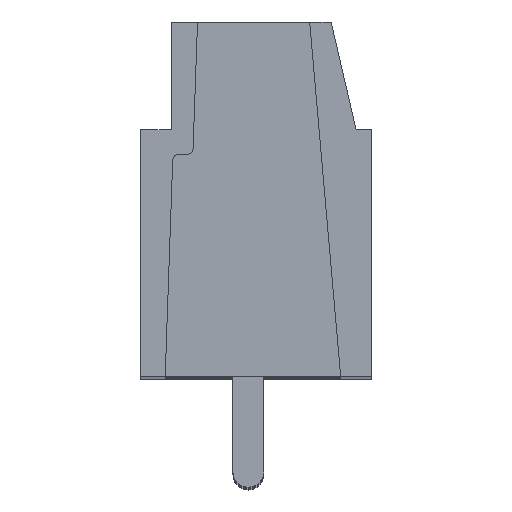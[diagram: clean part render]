
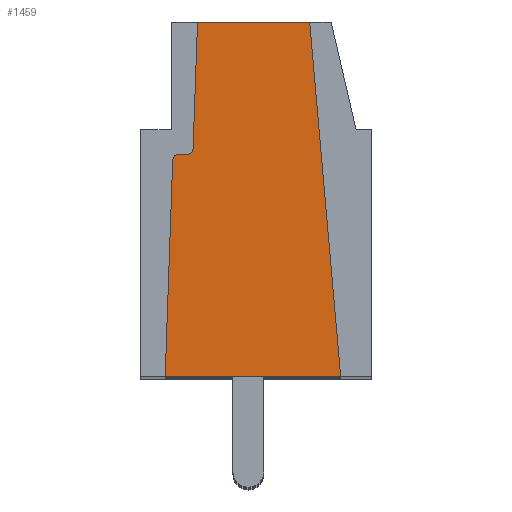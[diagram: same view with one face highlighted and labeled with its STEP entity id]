
A CAD part, top view. The second image highlights one B-rep face of the part: STEP entity #1459.
In plain terms, the highlighted planar face has unit normal (0, 0, 1).
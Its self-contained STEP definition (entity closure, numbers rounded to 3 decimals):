
#1459 = ADVANCED_FACE( '', ( #3307 ), #3308, .F. );
#3307 = FACE_OUTER_BOUND( '', #5551, .T. );
#3308 = PLANE( '', #5552 );
#5551 = EDGE_LOOP( '', ( #9983, #9984, #9985, #9986, #9987, #9988, #9989, #9990 ) );
#5552 = AXIS2_PLACEMENT_3D( '', #9991, #9992, #9993 );
#9983 = ORIENTED_EDGE( '', *, *, #15521, .T. );
#9984 = ORIENTED_EDGE( '', *, *, #15522, .T. );
#9985 = ORIENTED_EDGE( '', *, *, #15523, .T. );
#9986 = ORIENTED_EDGE( '', *, *, #14789, .F. );
#9987 = ORIENTED_EDGE( '', *, *, #15524, .F. );
#9988 = ORIENTED_EDGE( '', *, *, #14783, .T. );
#9989 = ORIENTED_EDGE( '', *, *, #15525, .T. );
#9990 = ORIENTED_EDGE( '', *, *, #14746, .F. );
#9991 = CARTESIAN_POINT( '', ( -0.959, 2.218, -0.75 ) );
#9992 = DIRECTION( '', ( 0., 0., -1. ) );
#9993 = DIRECTION( '', ( 0., -1., 0. ) );
#14746 = EDGE_CURVE( '', #18276, #18278, #18279, .T. );
#14783 = EDGE_CURVE( '', #18338, #18336, #18339, .T. );
#14789 = EDGE_CURVE( '', #18347, #18342, #18349, .T. );
#15521 = EDGE_CURVE( '', #18276, #19457, #19458, .T. );
#15522 = EDGE_CURVE( '', #19457, #19459, #19460, .T. );
#15523 = EDGE_CURVE( '', #19459, #18342, #19461, .T. );
#15524 = EDGE_CURVE( '', #18338, #18347, #19462, .T. );
#15525 = EDGE_CURVE( '', #18336, #18278, #19463, .T. );
#18276 = VERTEX_POINT( '', #23194 );
#18278 = VERTEX_POINT( '', #23197 );
#18279 = LINE( '', #23198, #23199 );
#18336 = VERTEX_POINT( '', #23331 );
#18338 = VERTEX_POINT( '', #23334 );
#18339 = LINE( '', #23335, #23336 );
#18342 = VERTEX_POINT( '', #23340 );
#18347 = VERTEX_POINT( '', #23347 );
#18349 = LINE( '', #23350, #23351 );
#19457 = VERTEX_POINT( '', #25040 );
#19458 = LINE( '', #25041, #25042 );
#19459 = VERTEX_POINT( '', #25043 );
#19460 = LINE( '', #25044, #25045 );
#19461 = LINE( '', #25046, #25047 );
#19462 = CIRCLE( '', #25048, 0.2 );
#19463 = CIRCLE( '', #25049, 0.2 );
#23194 = CARTESIAN_POINT( '', ( -6.7, 0., -0.75 ) );
#23197 = CARTESIAN_POINT( '', ( -6.455, 7.007, -0.75 ) );
#23198 = CARTESIAN_POINT( '', ( -6.7, 0., -0.75 ) );
#23199 = VECTOR( '', #28088, 1000. );
#23331 = CARTESIAN_POINT( '', ( -6.255, 7.2, -0.75 ) );
#23334 = CARTESIAN_POINT( '', ( -5.993, 7.2, -0.75 ) );
#23335 = CARTESIAN_POINT( '', ( 0., 7.2, -0.75 ) );
#23336 = VECTOR( '', #28126, 1000. );
#23340 = CARTESIAN_POINT( '', ( -5.65, 11.5, -0.75 ) );
#23347 = CARTESIAN_POINT( '', ( -5.793, 7.393, -0.75 ) );
#23350 = CARTESIAN_POINT( '', ( -5.974, 2.218, -0.75 ) );
#23351 = VECTOR( '', #28131, 1000. );
#25040 = CARTESIAN_POINT( '', ( -1., 0., -0.75 ) );
#25041 = CARTESIAN_POINT( '', ( -4., 0., -0.75 ) );
#25042 = VECTOR( '', #28941, 1000. );
#25043 = CARTESIAN_POINT( '', ( -2.006, 11.5, -0.75 ) );
#25044 = CARTESIAN_POINT( '', ( -1.194, 2.218, -0.75 ) );
#25045 = VECTOR( '', #28942, 1000. );
#25046 = CARTESIAN_POINT( '', ( -4., 11.5, -0.75 ) );
#25047 = VECTOR( '', #28943, 1000. );
#25048 = AXIS2_PLACEMENT_3D( '', #28944, #28945, #28946 );
#25049 = AXIS2_PLACEMENT_3D( '', #28947, #28948, #28949 );
#28088 = DIRECTION( '', ( 0.035, 0.999, 0. ) );
#28126 = DIRECTION( '', ( -1., 0., 0. ) );
#28131 = DIRECTION( '', ( 0.035, 0.999, 0. ) );
#28941 = DIRECTION( '', ( 1., 0., 0. ) );
#28942 = DIRECTION( '', ( -0.087, 0.996, 0. ) );
#28943 = DIRECTION( '', ( -1., 0., 0. ) );
#28944 = CARTESIAN_POINT( '', ( -5.993, 7.4, -0.75 ) );
#28945 = DIRECTION( '', ( 0., 0., 1. ) );
#28946 = DIRECTION( '', ( 1., 0., 0. ) );
#28947 = CARTESIAN_POINT( '', ( -6.255, 7., -0.75 ) );
#28948 = DIRECTION( '', ( 0., 0., 1. ) );
#28949 = DIRECTION( '', ( 1., 0., 0. ) );
